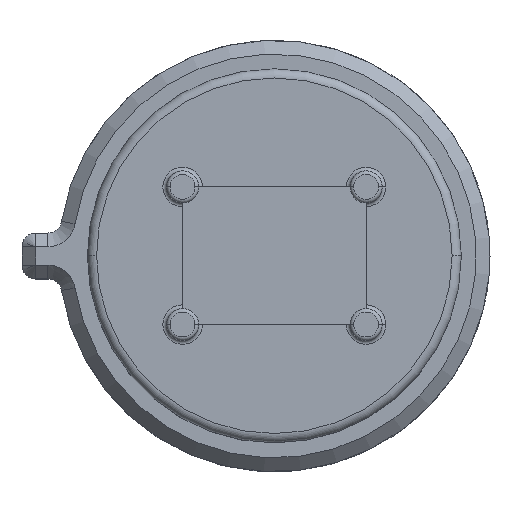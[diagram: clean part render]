
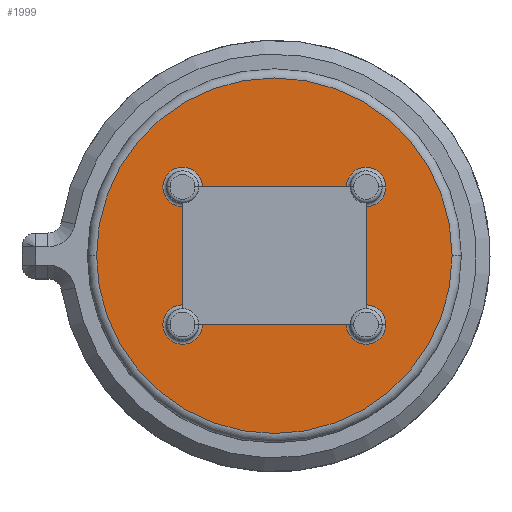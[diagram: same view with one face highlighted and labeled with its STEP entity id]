
A CAD part, top view. The second image highlights one B-rep face of the part: STEP entity #1999.
In plain terms, the highlighted planar face has unit normal (0, 0, 1).
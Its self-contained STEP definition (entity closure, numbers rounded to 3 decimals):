
#4 = VERTEX_POINT ( 'NONE', #60 ) ;
#42 = LINE ( 'NONE', #484, #2006 ) ;
#46 = EDGE_CURVE ( 'NONE', #1949, #1025, #2014, .T. ) ;
#60 = CARTESIAN_POINT ( 'NONE',  ( 3.875, 0., 4.8 ) ) ;
#70 = LINE ( 'NONE', #1719, #212 ) ;
#121 = EDGE_CURVE ( 'NONE', #448, #2104, #1354, .T. ) ;
#136 = VERTEX_POINT ( 'NONE', #1845 ) ;
#161 = VERTEX_POINT ( 'NONE', #1692 ) ;
#163 = AXIS2_PLACEMENT_3D ( 'NONE', #1668, #548, #2048 ) ;
#170 = DIRECTION ( 'NONE',  ( 0., 0., -1. ) ) ;
#176 = VERTEX_POINT ( 'NONE', #2436 ) ;
#204 = AXIS2_PLACEMENT_3D ( 'NONE', #2300, #400, #1737 ) ;
#205 = CARTESIAN_POINT ( 'NONE',  ( 2., -1.07, 4.8 ) ) ;
#212 = VECTOR ( 'NONE', #1964, 1000. ) ;
#231 = DIRECTION ( 'NONE',  ( 0., 0., 1. ) ) ;
#263 = AXIS2_PLACEMENT_3D ( 'NONE', #2201, #280, #1037 ) ;
#275 = CIRCLE ( 'NONE', #681, 0.43 ) ;
#280 = DIRECTION ( 'NONE',  ( 0., 0., 1. ) ) ;
#296 = CARTESIAN_POINT ( 'NONE',  ( 2., 1.07, 4.8 ) ) ;
#298 = DIRECTION ( 'NONE',  ( 1., 0., 0. ) ) ;
#375 = ORIENTED_EDGE ( 'NONE', *, *, #121, .F. ) ;
#400 = DIRECTION ( 'NONE',  ( 0., 0., -1. ) ) ;
#446 = CARTESIAN_POINT ( 'NONE',  ( 2., 1.5, 4.8 ) ) ;
#448 = VERTEX_POINT ( 'NONE', #1929 ) ;
#483 = EDGE_CURVE ( 'NONE', #4, #1975, #1711, .T. ) ;
#484 = CARTESIAN_POINT ( 'NONE',  ( -2., 1.5, 4.8 ) ) ;
#516 = CIRCLE ( 'NONE', #204, 0.43 ) ;
#537 = EDGE_LOOP ( 'NONE', ( #1412, #559 ) ) ;
#548 = DIRECTION ( 'NONE',  ( 0., 0., -1. ) ) ;
#559 = ORIENTED_EDGE ( 'NONE', *, *, #1071, .T. ) ;
#607 = CARTESIAN_POINT ( 'NONE',  ( 0., 0., 4.8 ) ) ;
#681 = AXIS2_PLACEMENT_3D ( 'NONE', #1252, #1438, #298 ) ;
#683 = ORIENTED_EDGE ( 'NONE', *, *, #1515, .T. ) ;
#695 = VERTEX_POINT ( 'NONE', #2356 ) ;
#816 = FACE_OUTER_BOUND ( 'NONE', #537, .T. ) ;
#861 = EDGE_CURVE ( 'NONE', #161, #176, #1446, .T. ) ;
#862 = CARTESIAN_POINT ( 'NONE',  ( 1.57, 1.5, 4.8 ) ) ;
#879 = CARTESIAN_POINT ( 'NONE',  ( -3.875, 0., 4.8 ) ) ;
#987 = CARTESIAN_POINT ( 'NONE',  ( -2., 1.5, 4.8 ) ) ;
#1025 = VERTEX_POINT ( 'NONE', #296 ) ;
#1026 = EDGE_CURVE ( 'NONE', #1028, #695, #42, .T. ) ;
#1028 = VERTEX_POINT ( 'NONE', #862 ) ;
#1037 = DIRECTION ( 'NONE',  ( 1., 0., 0. ) ) ;
#1071 = EDGE_CURVE ( 'NONE', #1975, #4, #1937, .T. ) ;
#1093 = DIRECTION ( 'NONE',  ( 0., 0., -1. ) ) ;
#1119 = EDGE_CURVE ( 'NONE', #136, #2104, #275, .T. ) ;
#1141 = AXIS2_PLACEMENT_3D ( 'NONE', #1462, #1093, #1679 ) ;
#1153 = EDGE_CURVE ( 'NONE', #161, #695, #1758, .T. ) ;
#1173 = ORIENTED_EDGE ( 'NONE', *, *, #1119, .T. ) ;
#1195 = AXIS2_PLACEMENT_3D ( 'NONE', #446, #1780, #1787 ) ;
#1236 = ORIENTED_EDGE ( 'NONE', *, *, #2144, .T. ) ;
#1240 = ORIENTED_EDGE ( 'NONE', *, *, #2004, .T. ) ;
#1252 = CARTESIAN_POINT ( 'NONE',  ( 2., -1.5, 4.8 ) ) ;
#1260 = ORIENTED_EDGE ( 'NONE', *, *, #46, .T. ) ;
#1307 = CARTESIAN_POINT ( 'NONE',  ( 2., 1.5, 4.8 ) ) ;
#1354 = LINE ( 'NONE', #1400, #1982 ) ;
#1364 = VERTEX_POINT ( 'NONE', #205 ) ;
#1400 = CARTESIAN_POINT ( 'NONE',  ( -2., -1.5, 4.8 ) ) ;
#1412 = ORIENTED_EDGE ( 'NONE', *, *, #483, .T. ) ;
#1415 = DIRECTION ( 'NONE',  ( 1., 0., 0. ) ) ;
#1438 = DIRECTION ( 'NONE',  ( 0., 0., -1. ) ) ;
#1444 = CARTESIAN_POINT ( 'NONE',  ( 2.43, 1.5, 4.8 ) ) ;
#1446 = LINE ( 'NONE', #987, #2120 ) ;
#1462 = CARTESIAN_POINT ( 'NONE',  ( 2., -1.5, 4.8 ) ) ;
#1493 = EDGE_CURVE ( 'NONE', #1364, #1025, #70, .T. ) ;
#1515 = EDGE_CURVE ( 'NONE', #1028, #1949, #2357, .T. ) ;
#1591 = FACE_BOUND ( 'NONE', #2288, .T. ) ;
#1633 = PLANE ( 'NONE',  #2213 ) ;
#1668 = CARTESIAN_POINT ( 'NONE',  ( -2., 1.5, 4.8 ) ) ;
#1679 = DIRECTION ( 'NONE',  ( 1., 0., 0. ) ) ;
#1686 = ORIENTED_EDGE ( 'NONE', *, *, #1026, .F. ) ;
#1690 = DIRECTION ( 'NONE',  ( 1., 0., 0. ) ) ;
#1692 = CARTESIAN_POINT ( 'NONE',  ( -2., 1.07, 4.8 ) ) ;
#1711 = CIRCLE ( 'NONE', #1890, 3.875 ) ;
#1719 = CARTESIAN_POINT ( 'NONE',  ( 2., 1.5, 4.8 ) ) ;
#1737 = DIRECTION ( 'NONE',  ( 1., 0., 0. ) ) ;
#1758 = CIRCLE ( 'NONE', #163, 0.43 ) ;
#1780 = DIRECTION ( 'NONE',  ( 0., 0., -1. ) ) ;
#1787 = DIRECTION ( 'NONE',  ( 1., 0., 0. ) ) ;
#1791 = ORIENTED_EDGE ( 'NONE', *, *, #1153, .T. ) ;
#1796 = CARTESIAN_POINT ( 'NONE',  ( 0., 0., 4.8 ) ) ;
#1799 = ORIENTED_EDGE ( 'NONE', *, *, #861, .F. ) ;
#1815 = DIRECTION ( 'NONE',  ( -1., 0., 0. ) ) ;
#1845 = CARTESIAN_POINT ( 'NONE',  ( 2.43, -1.5, 4.8 ) ) ;
#1852 = ORIENTED_EDGE ( 'NONE', *, *, #1493, .F. ) ;
#1890 = AXIS2_PLACEMENT_3D ( 'NONE', #607, #231, #2313 ) ;
#1929 = CARTESIAN_POINT ( 'NONE',  ( -1.57, -1.5, 4.8 ) ) ;
#1937 = CIRCLE ( 'NONE', #263, 3.875 ) ;
#1949 = VERTEX_POINT ( 'NONE', #1444 ) ;
#1964 = DIRECTION ( 'NONE',  ( 0., 1., 0. ) ) ;
#1975 = VERTEX_POINT ( 'NONE', #879 ) ;
#1982 = VECTOR ( 'NONE', #1415, 1000. ) ;
#1999 = ADVANCED_FACE ( 'NONE', ( #1591, #816 ), #1633, .T. ) ;
#2004 = EDGE_CURVE ( 'NONE', #1364, #136, #2093, .T. ) ;
#2006 = VECTOR ( 'NONE', #1815, 1000. ) ;
#2014 = CIRCLE ( 'NONE', #1195, 0.43 ) ;
#2048 = DIRECTION ( 'NONE',  ( 1., 0., 0. ) ) ;
#2093 = CIRCLE ( 'NONE', #1141, 0.43 ) ;
#2104 = VERTEX_POINT ( 'NONE', #2431 ) ;
#2120 = VECTOR ( 'NONE', #2143, 1000. ) ;
#2143 = DIRECTION ( 'NONE',  ( 0., -1., 0. ) ) ;
#2144 = EDGE_CURVE ( 'NONE', #448, #176, #516, .T. ) ;
#2201 = CARTESIAN_POINT ( 'NONE',  ( 0., 0., 4.8 ) ) ;
#2208 = DIRECTION ( 'NONE',  ( 1., 0., 0. ) ) ;
#2213 = AXIS2_PLACEMENT_3D ( 'NONE', #1796, #2218, #2208 ) ;
#2218 = DIRECTION ( 'NONE',  ( 0., 0., 1. ) ) ;
#2234 = AXIS2_PLACEMENT_3D ( 'NONE', #1307, #170, #1690 ) ;
#2288 = EDGE_LOOP ( 'NONE', ( #1852, #1240, #1173, #375, #1236, #1799, #1791, #1686, #683, #1260 ) ) ;
#2300 = CARTESIAN_POINT ( 'NONE',  ( -2., -1.5, 4.8 ) ) ;
#2313 = DIRECTION ( 'NONE',  ( 1., 0., 0. ) ) ;
#2356 = CARTESIAN_POINT ( 'NONE',  ( -1.57, 1.5, 4.8 ) ) ;
#2357 = CIRCLE ( 'NONE', #2234, 0.43 ) ;
#2431 = CARTESIAN_POINT ( 'NONE',  ( 1.57, -1.5, 4.8 ) ) ;
#2436 = CARTESIAN_POINT ( 'NONE',  ( -2., -1.07, 4.8 ) ) ;
